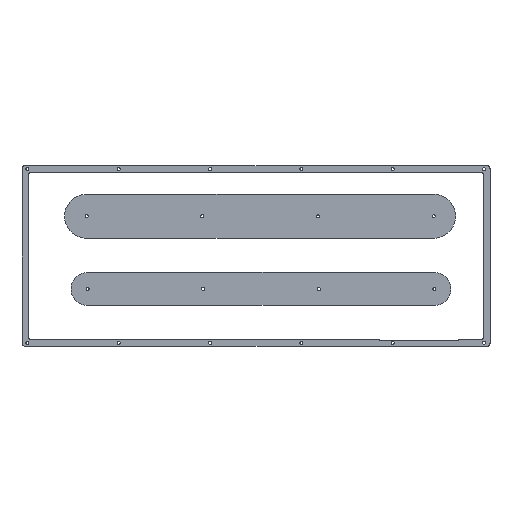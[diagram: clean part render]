
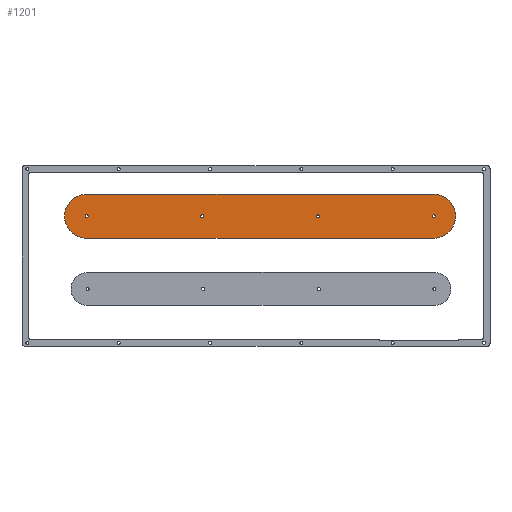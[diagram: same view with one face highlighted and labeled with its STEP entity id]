
A CAD part, top view. The second image highlights one B-rep face of the part: STEP entity #1201.
In plain terms, the highlighted planar face has unit normal (0, 0, 1).
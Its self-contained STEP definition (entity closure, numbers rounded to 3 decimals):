
#67=FACE_BOUND('',#323,.T.);
#68=FACE_BOUND('',#324,.T.);
#69=FACE_BOUND('',#325,.T.);
#70=FACE_BOUND('',#326,.T.);
#129=CIRCLE('',#1392,1.1);
#131=CIRCLE('',#1395,1.1);
#133=CIRCLE('',#1398,1.1);
#135=CIRCLE('',#1401,1.1);
#138=CIRCLE('',#1405,16.);
#140=CIRCLE('',#1409,16.);
#236=FACE_OUTER_BOUND('',#322,.T.);
#322=EDGE_LOOP('',(#1064,#1065,#1066,#1067));
#323=EDGE_LOOP('',(#1068));
#324=EDGE_LOOP('',(#1069));
#325=EDGE_LOOP('',(#1070));
#326=EDGE_LOOP('',(#1071));
#425=LINE('',#2075,#517);
#429=LINE('',#2085,#521);
#517=VECTOR('',#1724,10.);
#521=VECTOR('',#1736,10.);
#610=VERTEX_POINT('',#2039);
#612=VERTEX_POINT('',#2045);
#614=VERTEX_POINT('',#2051);
#616=VERTEX_POINT('',#2057);
#620=VERTEX_POINT('',#2066);
#621=VERTEX_POINT('',#2068);
#623=VERTEX_POINT('',#2074);
#625=VERTEX_POINT('',#2080);
#756=EDGE_CURVE('',#610,#610,#129,.T.);
#759=EDGE_CURVE('',#612,#612,#131,.T.);
#762=EDGE_CURVE('',#614,#614,#133,.T.);
#765=EDGE_CURVE('',#616,#616,#135,.T.);
#770=EDGE_CURVE('',#621,#620,#138,.T.);
#773=EDGE_CURVE('',#623,#621,#425,.T.);
#776=EDGE_CURVE('',#625,#623,#140,.T.);
#779=EDGE_CURVE('',#620,#625,#429,.T.);
#1064=ORIENTED_EDGE('',*,*,#779,.T.);
#1065=ORIENTED_EDGE('',*,*,#776,.T.);
#1066=ORIENTED_EDGE('',*,*,#773,.T.);
#1067=ORIENTED_EDGE('',*,*,#770,.T.);
#1068=ORIENTED_EDGE('',*,*,#765,.T.);
#1069=ORIENTED_EDGE('',*,*,#762,.T.);
#1070=ORIENTED_EDGE('',*,*,#759,.T.);
#1071=ORIENTED_EDGE('',*,*,#756,.T.);
#1147=PLANE('',#1411);
#1201=ADVANCED_FACE('',(#236,#67,#68,#69,#70),#1147,.T.);
#1392=AXIS2_PLACEMENT_3D('',#2040,#1687,#1688);
#1395=AXIS2_PLACEMENT_3D('',#2046,#1694,#1695);
#1398=AXIS2_PLACEMENT_3D('',#2052,#1701,#1702);
#1401=AXIS2_PLACEMENT_3D('',#2058,#1708,#1709);
#1405=AXIS2_PLACEMENT_3D('',#2069,#1718,#1719);
#1409=AXIS2_PLACEMENT_3D('',#2081,#1730,#1731);
#1411=AXIS2_PLACEMENT_3D('',#2086,#1737,#1738);
#1687=DIRECTION('center_axis',(0.,0.,-1.));
#1688=DIRECTION('ref_axis',(-1.,0.,0.));
#1694=DIRECTION('center_axis',(0.,0.,-1.));
#1695=DIRECTION('ref_axis',(-1.,0.,0.));
#1701=DIRECTION('center_axis',(0.,0.,-1.));
#1702=DIRECTION('ref_axis',(-1.,0.,0.));
#1708=DIRECTION('center_axis',(0.,0.,-1.));
#1709=DIRECTION('ref_axis',(-1.,0.,0.));
#1718=DIRECTION('center_axis',(0.,0.,1.));
#1719=DIRECTION('ref_axis',(0.,1.,0.));
#1724=DIRECTION('',(-1.,0.,0.));
#1730=DIRECTION('center_axis',(0.,0.,1.));
#1731=DIRECTION('ref_axis',(0.,-1.,0.));
#1736=DIRECTION('',(1.,0.,0.));
#1737=DIRECTION('center_axis',(0.,0.,1.));
#1738=DIRECTION('ref_axis',(1.,0.,0.));
#2039=CARTESIAN_POINT('',(78.606,-59.082,3.));
#2040=CARTESIAN_POINT('Origin',(77.506,-59.082,3.));
#2045=CARTESIAN_POINT('',(330.666,-59.169,3.));
#2046=CARTESIAN_POINT('Origin',(329.566,-59.169,3.));
#2051=CARTESIAN_POINT('',(246.666,-59.169,3.));
#2052=CARTESIAN_POINT('Origin',(245.566,-59.169,3.));
#2057=CARTESIAN_POINT('',(162.606,-59.082,3.));
#2058=CARTESIAN_POINT('Origin',(161.506,-59.082,3.));
#2066=CARTESIAN_POINT('',(77.506,-75.082,3.));
#2068=CARTESIAN_POINT('',(77.506,-43.082,3.));
#2069=CARTESIAN_POINT('Origin',(77.506,-59.082,3.));
#2074=CARTESIAN_POINT('',(329.566,-43.082,3.));
#2075=CARTESIAN_POINT('',(329.566,-43.082,3.));
#2080=CARTESIAN_POINT('',(329.566,-75.082,3.));
#2081=CARTESIAN_POINT('Origin',(329.566,-59.082,3.));
#2085=CARTESIAN_POINT('',(77.506,-75.082,3.));
#2086=CARTESIAN_POINT('Origin',(203.536,-59.082,3.));
